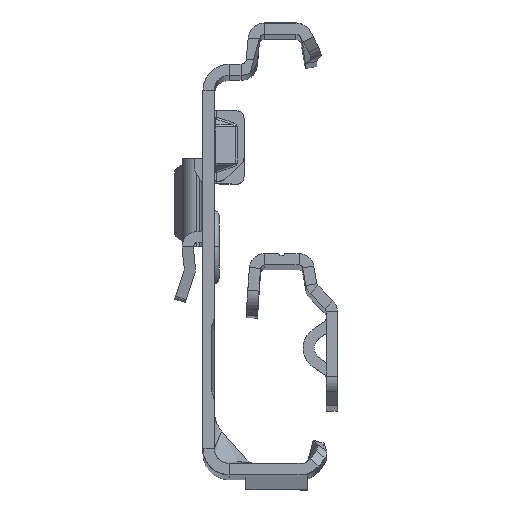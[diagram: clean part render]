
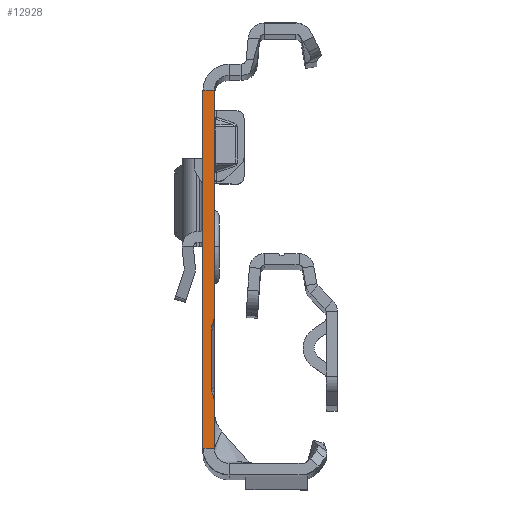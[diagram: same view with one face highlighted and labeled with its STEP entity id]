
A CAD part, top view. The second image highlights one B-rep face of the part: STEP entity #12928.
In plain terms, the highlighted planar face has unit normal (0, 0, 1).
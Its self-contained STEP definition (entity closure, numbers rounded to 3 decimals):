
#472 = CARTESIAN_POINT ( 'NONE',  ( 0., -25.865, 0. ) ) ;
#485 = EDGE_CURVE ( 'NONE', #2932, #7882, #9060, .T. ) ;
#1612 = EDGE_CURVE ( 'NONE', #26823, #25405, #11046, .T. ) ;
#1803 = AXIS2_PLACEMENT_3D ( 'NONE', #18920, #16864, #25180 ) ;
#2264 = CARTESIAN_POINT ( 'NONE',  ( -0.306, -18.288, 0. ) ) ;
#2744 = LINE ( 'NONE', #13067, #16524 ) ;
#2932 = VERTEX_POINT ( 'NONE', #15314 ) ;
#2985 = EDGE_CURVE ( 'NONE', #7882, #15366, #17719, .T. ) ;
#3261 = VECTOR ( 'NONE', #26465, 1000. ) ;
#3281 = AXIS2_PLACEMENT_3D ( 'NONE', #4811, #9021, #6989 ) ;
#3436 = CARTESIAN_POINT ( 'NONE',  ( -1.5, 24.135, 0. ) ) ;
#3681 = CARTESIAN_POINT ( 'NONE',  ( 0., -19.499, 0. ) ) ;
#4802 = CARTESIAN_POINT ( 'NONE',  ( -0.4, -9.865, 0. ) ) ;
#4811 = CARTESIAN_POINT ( 'NONE',  ( -2.5, -19.499, 0. ) ) ;
#4988 = DIRECTION ( 'NONE',  ( 0., -1., 0. ) ) ;
#5228 = ORIENTED_EDGE ( 'NONE', *, *, #18217, .F. ) ;
#5414 = CARTESIAN_POINT ( 'NONE',  ( -0.234, -9.288, 0. ) ) ;
#5504 = VERTEX_POINT ( 'NONE', #14353 ) ;
#5638 = ORIENTED_EDGE ( 'NONE', *, *, #2985, .F. ) ;
#5769 = DIRECTION ( 'NONE',  ( -1., 0., 0. ) ) ;
#6296 = EDGE_CURVE ( 'NONE', #2932, #14411, #17999, .T. ) ;
#6989 = DIRECTION ( 'NONE',  ( 1., 0., 0. ) ) ;
#7209 = VECTOR ( 'NONE', #4988, 1000. ) ;
#7680 = CARTESIAN_POINT ( 'NONE',  ( 0., 22.135, 0. ) ) ;
#7882 = VERTEX_POINT ( 'NONE', #22871 ) ;
#8335 = PLANE ( 'NONE',  #1803 ) ;
#8358 = ORIENTED_EDGE ( 'NONE', *, *, #18435, .F. ) ;
#8566 = DIRECTION ( 'NONE',  ( 1., 0., 0. ) ) ;
#9021 = DIRECTION ( 'NONE',  ( 0., 0., -1. ) ) ;
#9060 = LINE ( 'NONE', #15299, #7209 ) ;
#9258 = ORIENTED_EDGE ( 'NONE', *, *, #11479, .F. ) ;
#9475 = EDGE_CURVE ( 'NONE', #14411, #5504, #13756, .T. ) ;
#10407 = EDGE_LOOP ( 'NONE', ( #5638, #19129, #11733, #21230, #9258, #14294, #8358, #23187, #26018, #24392, #14007, #5228 ) ) ;
#10409 = CARTESIAN_POINT ( 'NONE',  ( -0.4, -17.865, 0. ) ) ;
#10620 = FACE_OUTER_BOUND ( 'NONE', #10407, .T. ) ;
#10731 = VECTOR ( 'NONE', #24282, 1000. ) ;
#11039 = DIRECTION ( 'NONE',  ( 0., -1., 0. ) ) ;
#11046 = LINE ( 'NONE', #12809, #11572 ) ;
#11479 = EDGE_CURVE ( 'NONE', #24263, #5504, #18999, .T. ) ;
#11572 = VECTOR ( 'NONE', #19352, 1000. ) ;
#11693 = EDGE_CURVE ( 'NONE', #18830, #24263, #2744, .T. ) ;
#11733 = ORIENTED_EDGE ( 'NONE', *, *, #6296, .T. ) ;
#11873 = CARTESIAN_POINT ( 'NONE',  ( -0.4, -9.865, 0. ) ) ;
#12183 = DIRECTION ( 'NONE',  ( -1., 0., 0. ) ) ;
#12625 = CARTESIAN_POINT ( 'NONE',  ( -1.5, 22.135, 0. ) ) ;
#12809 = CARTESIAN_POINT ( 'NONE',  ( -0.234, -18.442, 0. ) ) ;
#12928 = ADVANCED_FACE ( 'NONE', ( #10620 ), #8335, .T. ) ;
#13067 = CARTESIAN_POINT ( 'NONE',  ( 0., 24.135, 0. ) ) ;
#13747 = DIRECTION ( 'NONE',  ( 0., 0., 1. ) ) ;
#13756 = LINE ( 'NONE', #3436, #18366 ) ;
#13815 = AXIS2_PLACEMENT_3D ( 'NONE', #26344, #16136, #12183 ) ;
#14007 = ORIENTED_EDGE ( 'NONE', *, *, #22038, .F. ) ;
#14294 = ORIENTED_EDGE ( 'NONE', *, *, #11693, .F. ) ;
#14353 = CARTESIAN_POINT ( 'NONE',  ( -1.5, -25.865, 0. ) ) ;
#14411 = VERTEX_POINT ( 'NONE', #12625 ) ;
#14866 = AXIS2_PLACEMENT_3D ( 'NONE', #23002, #20949, #8566 ) ;
#15263 = CARTESIAN_POINT ( 'NONE',  ( -0.234, -9.288, 0. ) ) ;
#15299 = CARTESIAN_POINT ( 'NONE',  ( 0., 24.135, 0. ) ) ;
#15314 = CARTESIAN_POINT ( 'NONE',  ( 0., 22.135, 0. ) ) ;
#15366 = VERTEX_POINT ( 'NONE', #15263 ) ;
#15547 = EDGE_CURVE ( 'NONE', #19405, #26823, #20543, .T. ) ;
#16136 = DIRECTION ( 'NONE',  ( 0., 0., -1. ) ) ;
#16246 = CARTESIAN_POINT ( 'NONE',  ( 0., -25.865, 0. ) ) ;
#16524 = VECTOR ( 'NONE', #11039, 1000. ) ;
#16812 = DIRECTION ( 'NONE',  ( -1., 0., 0. ) ) ;
#16864 = DIRECTION ( 'NONE',  ( 0., 0., 1. ) ) ;
#17719 = CIRCLE ( 'NONE', #13815, 2.5 ) ;
#17726 = VERTEX_POINT ( 'NONE', #20464 ) ;
#17839 = CARTESIAN_POINT ( 'NONE',  ( 0.6, -9.865, 0. ) ) ;
#17991 = DIRECTION ( 'NONE',  ( 0., -1., 0. ) ) ;
#17999 = LINE ( 'NONE', #7680, #20821 ) ;
#18041 = LINE ( 'NONE', #5414, #3261 ) ;
#18042 = CIRCLE ( 'NONE', #3281, 2.5 ) ;
#18217 = EDGE_CURVE ( 'NONE', #15366, #17726, #18041, .T. ) ;
#18366 = VECTOR ( 'NONE', #17991, 1000. ) ;
#18435 = EDGE_CURVE ( 'NONE', #25405, #18830, #18042, .T. ) ;
#18830 = VERTEX_POINT ( 'NONE', #3681 ) ;
#18920 = CARTESIAN_POINT ( 'NONE',  ( -1.5, 24.135, 0. ) ) ;
#18999 = LINE ( 'NONE', #472, #24784 ) ;
#19129 = ORIENTED_EDGE ( 'NONE', *, *, #485, .F. ) ;
#19352 = DIRECTION ( 'NONE',  ( 0.423, -0.906, 0. ) ) ;
#19405 = VERTEX_POINT ( 'NONE', #10409 ) ;
#20464 = CARTESIAN_POINT ( 'NONE',  ( -0.306, -9.443, 0. ) ) ;
#20543 = CIRCLE ( 'NONE', #14866, 1. ) ;
#20732 = AXIS2_PLACEMENT_3D ( 'NONE', #17839, #13747, #26272 ) ;
#20739 = EDGE_CURVE ( 'NONE', #23389, #19405, #26440, .T. ) ;
#20821 = VECTOR ( 'NONE', #5769, 1000. ) ;
#20949 = DIRECTION ( 'NONE',  ( 0., 0., 1. ) ) ;
#21230 = ORIENTED_EDGE ( 'NONE', *, *, #9475, .T. ) ;
#22038 = EDGE_CURVE ( 'NONE', #17726, #23389, #25501, .T. ) ;
#22871 = CARTESIAN_POINT ( 'NONE',  ( 0., -8.231, 0. ) ) ;
#22952 = CARTESIAN_POINT ( 'NONE',  ( -0.234, -18.442, 0. ) ) ;
#23002 = CARTESIAN_POINT ( 'NONE',  ( 0.6, -17.865, 0. ) ) ;
#23187 = ORIENTED_EDGE ( 'NONE', *, *, #1612, .F. ) ;
#23389 = VERTEX_POINT ( 'NONE', #4802 ) ;
#24263 = VERTEX_POINT ( 'NONE', #16246 ) ;
#24282 = DIRECTION ( 'NONE',  ( 0., -1., 0. ) ) ;
#24392 = ORIENTED_EDGE ( 'NONE', *, *, #20739, .F. ) ;
#24784 = VECTOR ( 'NONE', #16812, 1000. ) ;
#25180 = DIRECTION ( 'NONE',  ( 0., -1., 0. ) ) ;
#25405 = VERTEX_POINT ( 'NONE', #22952 ) ;
#25501 = CIRCLE ( 'NONE', #20732, 1. ) ;
#26018 = ORIENTED_EDGE ( 'NONE', *, *, #15547, .F. ) ;
#26272 = DIRECTION ( 'NONE',  ( -1., 0., 0. ) ) ;
#26344 = CARTESIAN_POINT ( 'NONE',  ( -2.5, -8.231, 0. ) ) ;
#26440 = LINE ( 'NONE', #11873, #10731 ) ;
#26465 = DIRECTION ( 'NONE',  ( -0.423, -0.906, 0. ) ) ;
#26823 = VERTEX_POINT ( 'NONE', #2264 ) ;
